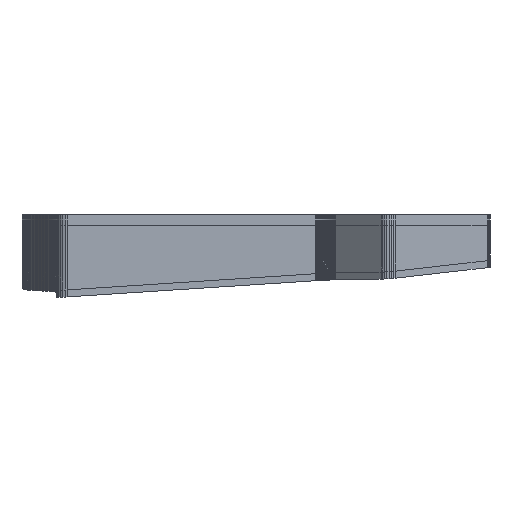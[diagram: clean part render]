
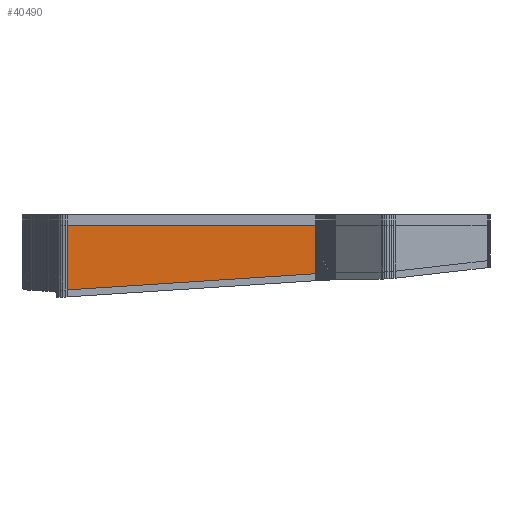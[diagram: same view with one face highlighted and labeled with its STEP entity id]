
A CAD part, left-side view. The second image highlights one B-rep face of the part: STEP entity #40490.
In plain terms, the highlighted planar face has unit normal (-1, 0, 0).
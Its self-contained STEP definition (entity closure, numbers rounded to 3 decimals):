
#1149=PLANE('',#42508);
#3125=FACE_OUTER_BOUND('',#5127,.T.);
#5127=EDGE_LOOP('',(#33560,#33561,#33562,#33563));
#9282=LINE('',#59718,#15106);
#9307=LINE('',#59766,#15131);
#9308=LINE('',#59769,#15132);
#9309=LINE('',#59770,#15133);
#15106=VECTOR('',#48695,10.);
#15131=VECTOR('',#48740,10.);
#15132=VECTOR('',#48743,10.);
#15133=VECTOR('',#48744,10.);
#19989=VERTEX_POINT('',#59715);
#19990=VERTEX_POINT('',#59717);
#20003=VERTEX_POINT('',#59764);
#20004=VERTEX_POINT('',#59768);
#24920=EDGE_CURVE('',#19990,#19989,#9282,.T.);
#24945=EDGE_CURVE('',#19990,#20003,#9307,.T.);
#24946=EDGE_CURVE('',#20003,#20004,#9308,.T.);
#24947=EDGE_CURVE('',#19989,#20004,#9309,.T.);
#33560=ORIENTED_EDGE('',*,*,#24946,.F.);
#33561=ORIENTED_EDGE('',*,*,#24945,.F.);
#33562=ORIENTED_EDGE('',*,*,#24920,.T.);
#33563=ORIENTED_EDGE('',*,*,#24947,.T.);
#40490=ADVANCED_FACE('',(#3125),#1149,.T.);
#42508=AXIS2_PLACEMENT_3D('',#59767,#48741,#48742);
#48695=DIRECTION('',(0.,-0.998,0.065));
#48740=DIRECTION('',(0.,0.,1.));
#48741=DIRECTION('center_axis',(-1.,0.,0.));
#48742=DIRECTION('ref_axis',(0.,-1.,0.));
#48743=DIRECTION('',(0.,-1.,0.));
#48744=DIRECTION('',(0.,0.,1.));
#59715=CARTESIAN_POINT('',(80.46,-113.484,5.122));
#59717=CARTESIAN_POINT('',(80.46,-42.37,0.493));
#59718=CARTESIAN_POINT('',(80.46,-69.581,2.264));
#59764=CARTESIAN_POINT('',(80.46,-42.37,19.));
#59766=CARTESIAN_POINT('',(80.46,-42.37,0.));
#59767=CARTESIAN_POINT('Origin',(80.46,-42.37,0.));
#59768=CARTESIAN_POINT('',(80.46,-113.484,19.));
#59769=CARTESIAN_POINT('',(80.46,-69.419,19.));
#59770=CARTESIAN_POINT('',(80.46,-113.484,0.));
